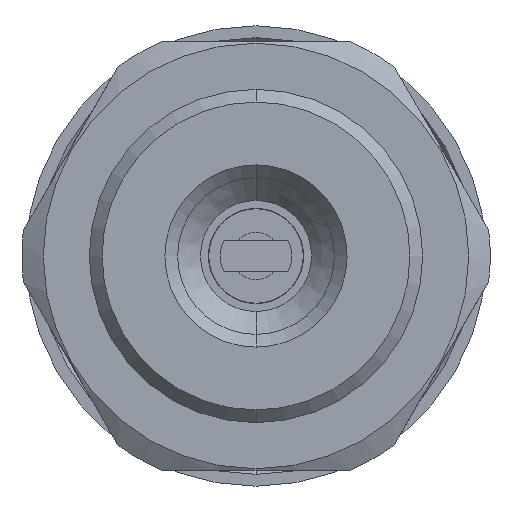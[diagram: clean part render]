
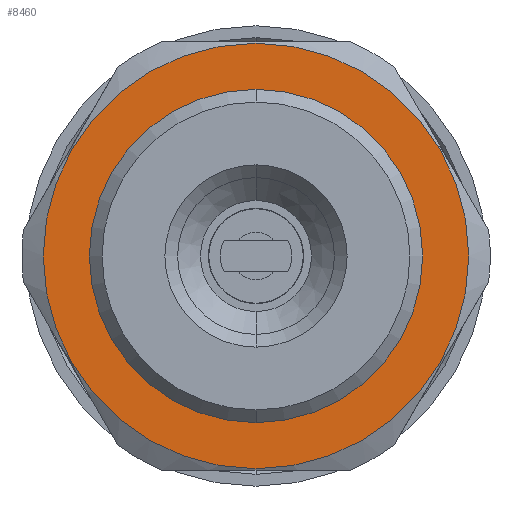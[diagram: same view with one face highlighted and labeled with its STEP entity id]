
A CAD part, front view. The second image highlights one B-rep face of the part: STEP entity #8460.
In plain terms, the highlighted planar face has unit normal (0, -1, 0).
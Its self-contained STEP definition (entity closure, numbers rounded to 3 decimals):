
#196 = EDGE_CURVE ( 'NONE', #9668, #3299, #3924, .T. ) ;
#366 = CIRCLE ( 'NONE', #11036, 13.4 ) ;
#370 = DIRECTION ( 'NONE',  ( 0., -1., 0. ) ) ;
#905 = CARTESIAN_POINT ( 'NONE',  ( 0., -0.52, 13.4 ) ) ;
#983 = ORIENTED_EDGE ( 'NONE', *, *, #4563, .T. ) ;
#1718 = ORIENTED_EDGE ( 'NONE', *, *, #7090, .F. ) ;
#1792 = CARTESIAN_POINT ( 'NONE',  ( 0., -0.52, 0. ) ) ;
#2255 = AXIS2_PLACEMENT_3D ( 'NONE', #9124, #4044, #10000 ) ;
#2381 = EDGE_LOOP ( 'NONE', ( #7647, #1718 ) ) ;
#2618 = DIRECTION ( 'NONE',  ( 0., 0., -1. ) ) ;
#2743 = CARTESIAN_POINT ( 'NONE',  ( 0., -0.52, 0. ) ) ;
#3034 = ORIENTED_EDGE ( 'NONE', *, *, #6649, .T. ) ;
#3107 = CIRCLE ( 'NONE', #3812, 13.4 ) ;
#3299 = VERTEX_POINT ( 'NONE', #8684 ) ;
#3555 = AXIS2_PLACEMENT_3D ( 'NONE', #9596, #9629, #9695 ) ;
#3607 = DIRECTION ( 'NONE',  ( 0., 0., -1. ) ) ;
#3719 = CARTESIAN_POINT ( 'NONE',  ( 10.5, -0.52, 0. ) ) ;
#3812 = AXIS2_PLACEMENT_3D ( 'NONE', #2743, #8669, #3607 ) ;
#3924 = CIRCLE ( 'NONE', #3555, 10.5 ) ;
#4044 = DIRECTION ( 'NONE',  ( 0., -1., 0. ) ) ;
#4563 = EDGE_CURVE ( 'NONE', #9117, #10684, #366, .T. ) ;
#4938 = AXIS2_PLACEMENT_3D ( 'NONE', #3719, #370, #6311 ) ;
#5243 = FACE_BOUND ( 'NONE', #2381, .T. ) ;
#6311 = DIRECTION ( 'NONE',  ( 0., 0., -1. ) ) ;
#6649 = EDGE_CURVE ( 'NONE', #10684, #9117, #3107, .T. ) ;
#7090 = EDGE_CURVE ( 'NONE', #3299, #9668, #8666, .T. ) ;
#7647 = ORIENTED_EDGE ( 'NONE', *, *, #196, .F. ) ;
#7704 = DIRECTION ( 'NONE',  ( 0., -1., 0. ) ) ;
#8460 = ADVANCED_FACE ( 'NONE', ( #9780, #5243 ), #10567, .T. ) ;
#8666 = CIRCLE ( 'NONE', #2255, 10.5 ) ;
#8669 = DIRECTION ( 'NONE',  ( 0., -1., 0. ) ) ;
#8684 = CARTESIAN_POINT ( 'NONE',  ( 0., -0.52, 10.5 ) ) ;
#9117 = VERTEX_POINT ( 'NONE', #10267 ) ;
#9124 = CARTESIAN_POINT ( 'NONE',  ( 0., -0.52, 0. ) ) ;
#9565 = EDGE_LOOP ( 'NONE', ( #3034, #983 ) ) ;
#9596 = CARTESIAN_POINT ( 'NONE',  ( 0., -0.52, 0. ) ) ;
#9629 = DIRECTION ( 'NONE',  ( 0., -1., 0. ) ) ;
#9668 = VERTEX_POINT ( 'NONE', #9716 ) ;
#9695 = DIRECTION ( 'NONE',  ( 0., 0., -1. ) ) ;
#9716 = CARTESIAN_POINT ( 'NONE',  ( 0., -0.52, -10.5 ) ) ;
#9780 = FACE_OUTER_BOUND ( 'NONE', #9565, .T. ) ;
#10000 = DIRECTION ( 'NONE',  ( 0., 0., -1. ) ) ;
#10267 = CARTESIAN_POINT ( 'NONE',  ( 0., -0.52, -13.4 ) ) ;
#10567 = PLANE ( 'NONE',  #4938 ) ;
#10684 = VERTEX_POINT ( 'NONE', #905 ) ;
#11036 = AXIS2_PLACEMENT_3D ( 'NONE', #1792, #7704, #2618 ) ;
